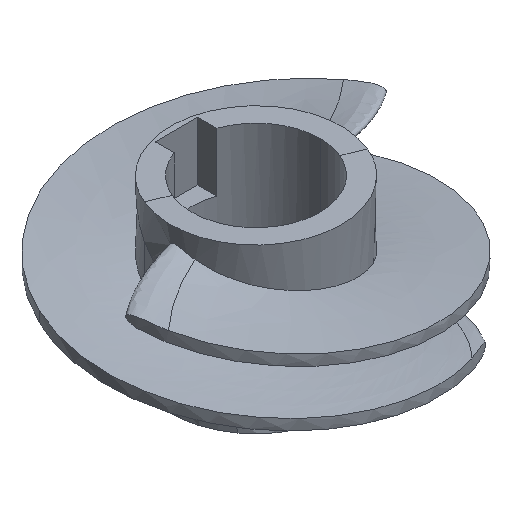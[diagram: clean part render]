
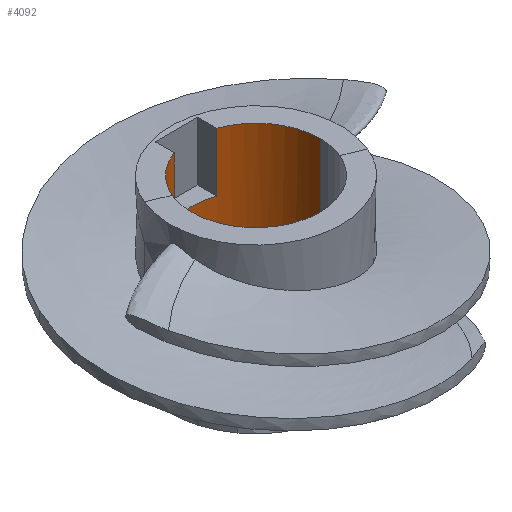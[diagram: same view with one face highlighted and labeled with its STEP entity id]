
A CAD part, isometric view. The second image highlights one B-rep face of the part: STEP entity #4092.
In plain terms, the highlighted cylindrical face has radius 6 mm (diameter 12 mm), a partial arc.
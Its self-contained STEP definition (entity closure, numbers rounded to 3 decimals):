
#30 = LINE ( 'NONE', #5363, #5298 ) ;
#87 = CIRCLE ( 'NONE', #6070, 6. ) ;
#149 = EDGE_LOOP ( 'NONE', ( #6691, #8680, #5879, #6955, #1634, #1268, #3274, #2380, #3486, #8779 ) ) ;
#150 = DIRECTION ( 'NONE',  ( -1., 0., 0. ) ) ;
#169 = CARTESIAN_POINT ( 'NONE',  ( 2., 5.657, -5.5 ) ) ;
#188 = DIRECTION ( 'NONE',  ( 0., 0., 1. ) ) ;
#236 = FACE_OUTER_BOUND ( 'NONE', #149, .T. ) ;
#321 = CARTESIAN_POINT ( 'NONE',  ( -6., 0., -15.31 ) ) ;
#638 = DIRECTION ( 'NONE',  ( 0., 0., -1. ) ) ;
#700 = AXIS2_PLACEMENT_3D ( 'NONE', #3580, #912, #150 ) ;
#884 = VERTEX_POINT ( 'NONE', #5370 ) ;
#912 = DIRECTION ( 'NONE',  ( 0., 0., 1. ) ) ;
#1157 = AXIS2_PLACEMENT_3D ( 'NONE', #2500, #8420, #1777 ) ;
#1268 = ORIENTED_EDGE ( 'NONE', *, *, #2645, .F. ) ;
#1514 = LINE ( 'NONE', #5988, #4379 ) ;
#1634 = ORIENTED_EDGE ( 'NONE', *, *, #9340, .T. ) ;
#1657 = DIRECTION ( 'NONE',  ( 0., 0., 1. ) ) ;
#1681 = EDGE_CURVE ( 'NONE', #6933, #2227, #9458, .T. ) ;
#1777 = DIRECTION ( 'NONE',  ( -1., 0., 0. ) ) ;
#1779 = VERTEX_POINT ( 'NONE', #7955 ) ;
#2135 = DIRECTION ( 'NONE',  ( 1., 0., 0. ) ) ;
#2227 = VERTEX_POINT ( 'NONE', #4130 ) ;
#2238 = CIRCLE ( 'NONE', #700, 6. ) ;
#2380 = ORIENTED_EDGE ( 'NONE', *, *, #6991, .T. ) ;
#2383 = AXIS2_PLACEMENT_3D ( 'NONE', #5064, #2811, #6565 ) ;
#2398 = DIRECTION ( 'NONE',  ( 1., 0., 0. ) ) ;
#2500 = CARTESIAN_POINT ( 'NONE',  ( 0., 0., -15.31 ) ) ;
#2580 = LINE ( 'NONE', #5512, #6389 ) ;
#2645 = EDGE_CURVE ( 'NONE', #5601, #4780, #7453, .T. ) ;
#2811 = DIRECTION ( 'NONE',  ( 0., 0., 1. ) ) ;
#3171 = CYLINDRICAL_SURFACE ( 'NONE', #7622, 6. ) ;
#3180 = VERTEX_POINT ( 'NONE', #5017 ) ;
#3227 = CARTESIAN_POINT ( 'NONE',  ( 2., 5.657, 0. ) ) ;
#3274 = ORIENTED_EDGE ( 'NONE', *, *, #9117, .T. ) ;
#3443 = DIRECTION ( 'NONE',  ( 0., 0., 1. ) ) ;
#3486 = ORIENTED_EDGE ( 'NONE', *, *, #3684, .T. ) ;
#3497 = CARTESIAN_POINT ( 'NONE',  ( -2., 5.657, -5.5 ) ) ;
#3580 = CARTESIAN_POINT ( 'NONE',  ( 0., 0., 0. ) ) ;
#3684 = EDGE_CURVE ( 'NONE', #4484, #4294, #2238, .T. ) ;
#4092 = ADVANCED_FACE ( 'NONE', ( #236 ), #3171, .F. ) ;
#4130 = CARTESIAN_POINT ( 'NONE',  ( -5.537, 2.312, -15.31 ) ) ;
#4294 = VERTEX_POINT ( 'NONE', #9450 ) ;
#4346 = CARTESIAN_POINT ( 'NONE',  ( -2., 5.657, 0. ) ) ;
#4379 = VECTOR ( 'NONE', #1657, 1000. ) ;
#4459 = DIRECTION ( 'NONE',  ( 0., 0., 1. ) ) ;
#4484 = VERTEX_POINT ( 'NONE', #4346 ) ;
#4780 = VERTEX_POINT ( 'NONE', #3227 ) ;
#4972 = EDGE_CURVE ( 'NONE', #2227, #3180, #5305, .T. ) ;
#5017 = CARTESIAN_POINT ( 'NONE',  ( 6., 0., -15.31 ) ) ;
#5064 = CARTESIAN_POINT ( 'NONE',  ( 0., 0., 0. ) ) ;
#5298 = VECTOR ( 'NONE', #5314, 1000. ) ;
#5305 = CIRCLE ( 'NONE', #1157, 6. ) ;
#5314 = DIRECTION ( 'NONE',  ( 0., 0., 1. ) ) ;
#5363 = CARTESIAN_POINT ( 'NONE',  ( -6., 0., -15.31 ) ) ;
#5370 = CARTESIAN_POINT ( 'NONE',  ( -6., 0., 0. ) ) ;
#5504 = VERTEX_POINT ( 'NONE', #3497 ) ;
#5512 = CARTESIAN_POINT ( 'NONE',  ( -2., 5.657, -5.5 ) ) ;
#5601 = VERTEX_POINT ( 'NONE', #169 ) ;
#5664 = CARTESIAN_POINT ( 'NONE',  ( 0., 0., 0. ) ) ;
#5879 = ORIENTED_EDGE ( 'NONE', *, *, #4972, .T. ) ;
#5988 = CARTESIAN_POINT ( 'NONE',  ( 6., 0., -15.31 ) ) ;
#6070 = AXIS2_PLACEMENT_3D ( 'NONE', #5664, #8603, #8694 ) ;
#6389 = VECTOR ( 'NONE', #8595, 1000. ) ;
#6536 = AXIS2_PLACEMENT_3D ( 'NONE', #9495, #3443, #2135 ) ;
#6565 = DIRECTION ( 'NONE',  ( -1., 0., 0. ) ) ;
#6691 = ORIENTED_EDGE ( 'NONE', *, *, #8695, .F. ) ;
#6828 = CARTESIAN_POINT ( 'NONE',  ( 2., 5.657, -5.5 ) ) ;
#6933 = VERTEX_POINT ( 'NONE', #321 ) ;
#6955 = ORIENTED_EDGE ( 'NONE', *, *, #8827, .T. ) ;
#6991 = EDGE_CURVE ( 'NONE', #5504, #4484, #2580, .T. ) ;
#7283 = CARTESIAN_POINT ( 'NONE',  ( 0., 0., -15.31 ) ) ;
#7310 = CIRCLE ( 'NONE', #6536, 6. ) ;
#7318 = AXIS2_PLACEMENT_3D ( 'NONE', #7283, #638, #9397 ) ;
#7453 = LINE ( 'NONE', #6828, #8084 ) ;
#7599 = CARTESIAN_POINT ( 'NONE',  ( 0., 0., -15.31 ) ) ;
#7622 = AXIS2_PLACEMENT_3D ( 'NONE', #7599, #188, #2398 ) ;
#7927 = CIRCLE ( 'NONE', #2383, 6. ) ;
#7955 = CARTESIAN_POINT ( 'NONE',  ( 6., 0., 0. ) ) ;
#8084 = VECTOR ( 'NONE', #4459, 1000. ) ;
#8420 = DIRECTION ( 'NONE',  ( 0., 0., -1. ) ) ;
#8576 = EDGE_CURVE ( 'NONE', #4294, #884, #87, .T. ) ;
#8595 = DIRECTION ( 'NONE',  ( 0., 0., 1. ) ) ;
#8603 = DIRECTION ( 'NONE',  ( 0., 0., 1. ) ) ;
#8680 = ORIENTED_EDGE ( 'NONE', *, *, #1681, .T. ) ;
#8694 = DIRECTION ( 'NONE',  ( -1., 0., 0. ) ) ;
#8695 = EDGE_CURVE ( 'NONE', #6933, #884, #30, .T. ) ;
#8779 = ORIENTED_EDGE ( 'NONE', *, *, #8576, .T. ) ;
#8827 = EDGE_CURVE ( 'NONE', #3180, #1779, #1514, .T. ) ;
#9117 = EDGE_CURVE ( 'NONE', #5601, #5504, #7310, .T. ) ;
#9340 = EDGE_CURVE ( 'NONE', #1779, #4780, #7927, .T. ) ;
#9397 = DIRECTION ( 'NONE',  ( -1., 0., 0. ) ) ;
#9450 = CARTESIAN_POINT ( 'NONE',  ( -5.537, 2.312, 0. ) ) ;
#9458 = CIRCLE ( 'NONE', #7318, 6. ) ;
#9495 = CARTESIAN_POINT ( 'NONE',  ( 0., 0., -5.5 ) ) ;
